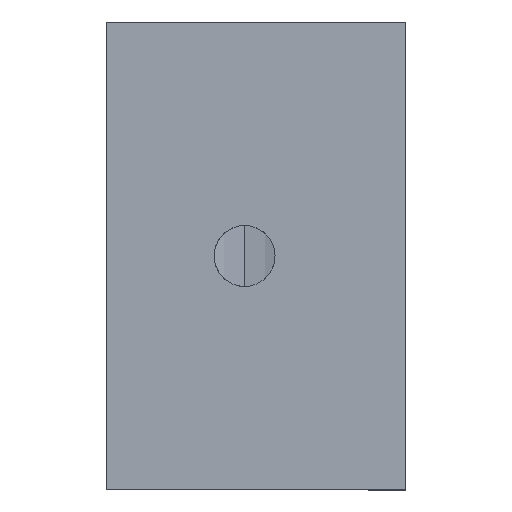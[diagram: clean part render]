
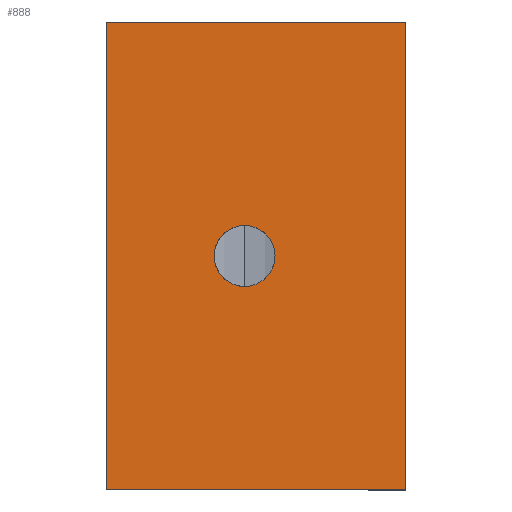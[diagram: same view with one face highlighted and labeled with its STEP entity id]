
A CAD part, left-side view. The second image highlights one B-rep face of the part: STEP entity #888.
In plain terms, the highlighted planar face has unit normal (-1, 0, 0).
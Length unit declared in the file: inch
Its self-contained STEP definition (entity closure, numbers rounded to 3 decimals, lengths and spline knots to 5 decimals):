
#8 = LINE ( 'NONE', #1090, #2179 ) ;
#34 = CARTESIAN_POINT ( 'NONE',  ( -0.5625, 0.3985, -0.635 ) ) ;
#73 = CARTESIAN_POINT ( 'NONE',  ( -0.5625, -0.4135, -0.635 ) ) ;
#98 = EDGE_LOOP ( 'NONE', ( #792, #571, #953, #1978 ) ) ;
#117 = ORIENTED_EDGE ( 'NONE', *, *, #2200, .F. ) ;
#140 = CIRCLE ( 'NONE', #968, 0.08268 ) ;
#184 = VERTEX_POINT ( 'NONE', #1499 ) ;
#196 = DIRECTION ( 'NONE',  ( -1., 0., 0. ) ) ;
#246 = CIRCLE ( 'NONE', #503, 0.08268 ) ;
#296 = VECTOR ( 'NONE', #1388, 39.37008 ) ;
#314 = CARTESIAN_POINT ( 'NONE',  ( -0.5625, 0.3985, 0.635 ) ) ;
#423 = EDGE_CURVE ( 'NONE', #1530, #1617, #1769, .T. ) ;
#437 = DIRECTION ( 'NONE',  ( 1., 0., 0. ) ) ;
#503 = AXIS2_PLACEMENT_3D ( 'NONE', #1466, #196, #1963 ) ;
#562 = EDGE_LOOP ( 'NONE', ( #117, #1942 ) ) ;
#571 = ORIENTED_EDGE ( 'NONE', *, *, #1573, .F. ) ;
#603 = DIRECTION ( 'NONE',  ( 0., 1., 0. ) ) ;
#648 = EDGE_CURVE ( 'NONE', #763, #1530, #1181, .T. ) ;
#747 = VERTEX_POINT ( 'NONE', #855 ) ;
#763 = VERTEX_POINT ( 'NONE', #1595 ) ;
#792 = ORIENTED_EDGE ( 'NONE', *, *, #423, .T. ) ;
#855 = CARTESIAN_POINT ( 'NONE',  ( -0.5625, -0.4135, 0.635 ) ) ;
#859 = VECTOR ( 'NONE', #2265, 39.37008 ) ;
#888 = ADVANCED_FACE ( 'NONE', ( #1841, #1117 ), #1659, .F. ) ;
#953 = ORIENTED_EDGE ( 'NONE', *, *, #1821, .F. ) ;
#968 = AXIS2_PLACEMENT_3D ( 'NONE', #1940, #1081, #1770 ) ;
#1081 = DIRECTION ( 'NONE',  ( -1., 0., 0. ) ) ;
#1090 = CARTESIAN_POINT ( 'NONE',  ( -0.5625, -0.4135, 0.635 ) ) ;
#1117 = FACE_OUTER_BOUND ( 'NONE', #98, .T. ) ;
#1181 = LINE ( 'NONE', #2049, #296 ) ;
#1250 = CARTESIAN_POINT ( 'NONE',  ( -0.5625, 0.3985, -0.635 ) ) ;
#1388 = DIRECTION ( 'NONE',  ( 0., 0., -1. ) ) ;
#1408 = AXIS2_PLACEMENT_3D ( 'NONE', #1992, #437, #603 ) ;
#1466 = CARTESIAN_POINT ( 'NONE',  ( -0.5625, 0.0235, 0. ) ) ;
#1499 = CARTESIAN_POINT ( 'NONE',  ( -0.5625, 0.0235, 0.08268 ) ) ;
#1506 = EDGE_CURVE ( 'NONE', #1693, #184, #246, .T. ) ;
#1530 = VERTEX_POINT ( 'NONE', #34 ) ;
#1573 = EDGE_CURVE ( 'NONE', #747, #1617, #8, .T. ) ;
#1595 = CARTESIAN_POINT ( 'NONE',  ( -0.5625, 0.3985, 0.635 ) ) ;
#1617 = VERTEX_POINT ( 'NONE', #73 ) ;
#1659 = PLANE ( 'NONE',  #1408 ) ;
#1693 = VERTEX_POINT ( 'NONE', #1819 ) ;
#1769 = LINE ( 'NONE', #1250, #859 ) ;
#1770 = DIRECTION ( 'NONE',  ( 0., 0., 1. ) ) ;
#1808 = DIRECTION ( 'NONE',  ( 0., 0., -1. ) ) ;
#1819 = CARTESIAN_POINT ( 'NONE',  ( -0.5625, 0.0235, -0.08268 ) ) ;
#1821 = EDGE_CURVE ( 'NONE', #763, #747, #2088, .T. ) ;
#1841 = FACE_BOUND ( 'NONE', #562, .T. ) ;
#1940 = CARTESIAN_POINT ( 'NONE',  ( -0.5625, 0.0235, 0. ) ) ;
#1942 = ORIENTED_EDGE ( 'NONE', *, *, #1506, .F. ) ;
#1963 = DIRECTION ( 'NONE',  ( 0., 0., 1. ) ) ;
#1978 = ORIENTED_EDGE ( 'NONE', *, *, #648, .T. ) ;
#1992 = CARTESIAN_POINT ( 'NONE',  ( -0.5625, 0.3985, 0.635 ) ) ;
#2049 = CARTESIAN_POINT ( 'NONE',  ( -0.5625, 0.3985, 0.635 ) ) ;
#2088 = LINE ( 'NONE', #314, #2115 ) ;
#2115 = VECTOR ( 'NONE', #2260, 39.37008 ) ;
#2179 = VECTOR ( 'NONE', #1808, 39.37008 ) ;
#2200 = EDGE_CURVE ( 'NONE', #184, #1693, #140, .T. ) ;
#2260 = DIRECTION ( 'NONE',  ( 0., -1., 0. ) ) ;
#2265 = DIRECTION ( 'NONE',  ( 0., -1., 0. ) ) ;
